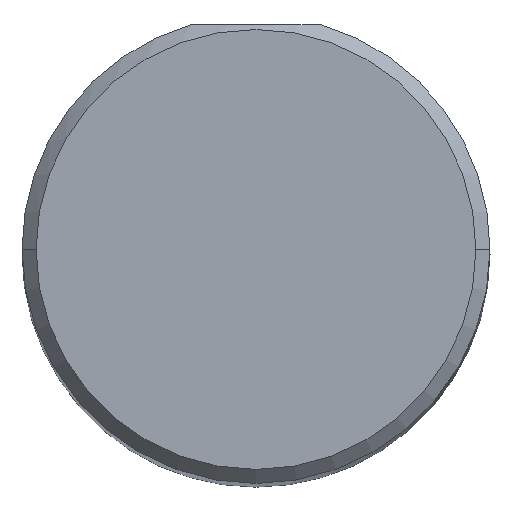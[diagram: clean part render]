
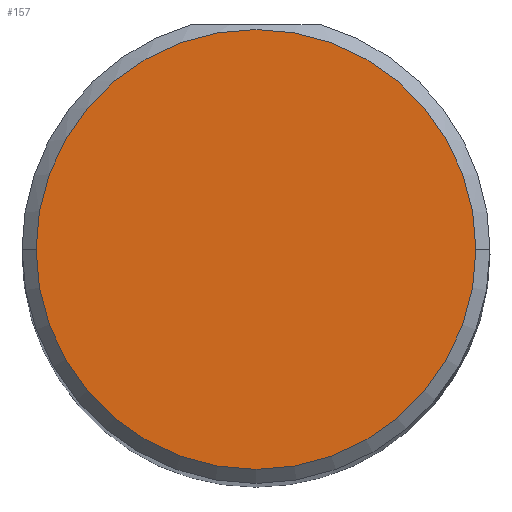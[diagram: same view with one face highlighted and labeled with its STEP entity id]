
A CAD part, top view. The second image highlights one B-rep face of the part: STEP entity #157.
In plain terms, the highlighted planar face has unit normal (0, 0, 1).
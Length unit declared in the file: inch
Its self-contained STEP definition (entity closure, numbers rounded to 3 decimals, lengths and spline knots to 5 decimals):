
#46 = PLANE ( 'NONE',  #298 ) ;
#72 = DIRECTION ( 'NONE',  ( 0., 0., 1. ) ) ;
#98 = VERTEX_POINT ( 'NONE', #464 ) ;
#101 = CARTESIAN_POINT ( 'NONE',  ( 0., 0., 3. ) ) ;
#110 = AXIS2_PLACEMENT_3D ( 'NONE', #101, #494, #536 ) ;
#124 = DIRECTION ( 'NONE',  ( 1., 0., 0. ) ) ;
#150 = EDGE_CURVE ( 'NONE', #98, #404, #253, .T. ) ;
#157 = ADVANCED_FACE ( 'NONE', ( #166 ), #46, .T. ) ;
#166 = FACE_OUTER_BOUND ( 'NONE', #250, .T. ) ;
#179 = ORIENTED_EDGE ( 'NONE', *, *, #150, .T. ) ;
#244 = CARTESIAN_POINT ( 'NONE',  ( 0., 0., 3. ) ) ;
#250 = EDGE_LOOP ( 'NONE', ( #179, #408 ) ) ;
#253 = CIRCLE ( 'NONE', #110, 0.235 ) ;
#298 = AXIS2_PLACEMENT_3D ( 'NONE', #710, #707, #532 ) ;
#319 = AXIS2_PLACEMENT_3D ( 'NONE', #244, #72, #124 ) ;
#404 = VERTEX_POINT ( 'NONE', #531 ) ;
#408 = ORIENTED_EDGE ( 'NONE', *, *, #702, .T. ) ;
#464 = CARTESIAN_POINT ( 'NONE',  ( -0.235, 0., 3. ) ) ;
#494 = DIRECTION ( 'NONE',  ( 0., 0., 1. ) ) ;
#498 = CIRCLE ( 'NONE', #319, 0.235 ) ;
#531 = CARTESIAN_POINT ( 'NONE',  ( 0.235, 0., 3. ) ) ;
#532 = DIRECTION ( 'NONE',  ( 1., 0., 0. ) ) ;
#536 = DIRECTION ( 'NONE',  ( 1., 0., 0. ) ) ;
#702 = EDGE_CURVE ( 'NONE', #404, #98, #498, .T. ) ;
#707 = DIRECTION ( 'NONE',  ( 0., 0., 1. ) ) ;
#710 = CARTESIAN_POINT ( 'NONE',  ( 0., 0., 3. ) ) ;
